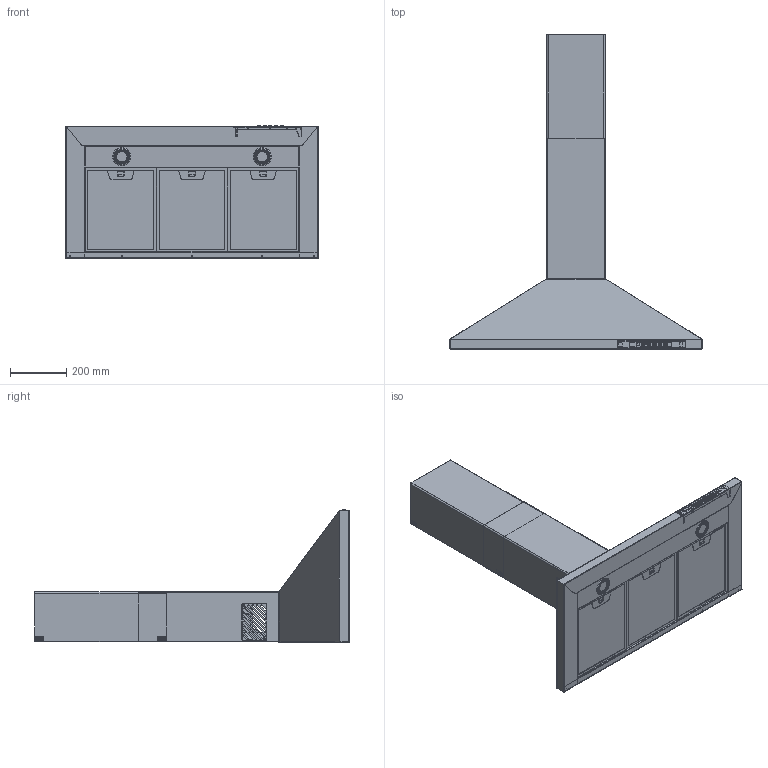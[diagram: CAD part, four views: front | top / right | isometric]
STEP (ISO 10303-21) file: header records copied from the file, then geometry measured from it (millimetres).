
FILE_DESCRIPTION((''),'2;1');
FILE_NAME('32A_781_ASM','2016-09-16T',('MN049'),(''),'PRO/ENGINEER BY PARAMETRIC TECHNOLOGY CORPORATION, 2014200','PRO/ENGINEER BY PARAMETRIC TECHNOLOGY CORPORATION, 2014200','');
FILE_SCHEMA(('CONFIG_CONTROL_DESIGN'));
Products named in the file (23): 32A_108; 32A_006; 32A_010; RIVETTO_TC_30_50; 32A_704_ASM; K37_014; 32A_707_ASM; CWA_024H; CWA_424L; A27_020; SCR_013; A27_029; 32A_764_ASM; K37_015; K37_016; FIA_527; 32A_106; CME_057; CME_CONNETTORE_M2; CME_701_CONN; CME_FEMALE_TERMINAL; CME_705_ASM; 32A_781_ASM
Assembly tree (48 placements, depth 4):
  32A_781_ASM
    32A_707_ASM
      32A_704_ASM
        32A_108
        32A_006
        32A_010
        RIVETTO_TC_30_50  x19
      K37_014
    32A_764_ASM
      CWA_024H
      CWA_424L
      A27_020  x2
      SCR_013  x4
      A27_029
    K37_015
    K37_016
    FIA_527  x3
    32A_106
    CME_705_ASM  x2
      CME_057
      CME_CONNETTORE_M2
      CME_701_CONN
      CME_FEMALE_TERMINAL
Bounding box: 898 x 1121.76 x 473.95 mm (x, y, z)
Volume: 2094622 mm3; surface area: 4730127.8 mm2
Topology: 58 solids, 65 shells, 7061 faces, 18004 edges, 11229 vertices
Faces by surface type: plane 4092, cylinder 1760, bspline 491, torus 373, cone 257, sphere 88
Entity records: 206354 total; most frequent: CARTESIAN_POINT 67146, ORIENTED_EDGE 29318, DIRECTION 27911, EDGE_CURVE 14742, VECTOR 10037, LINE 10037, VERTEX_POINT 9210, AXIS2_PLACEMENT_3D 8937
